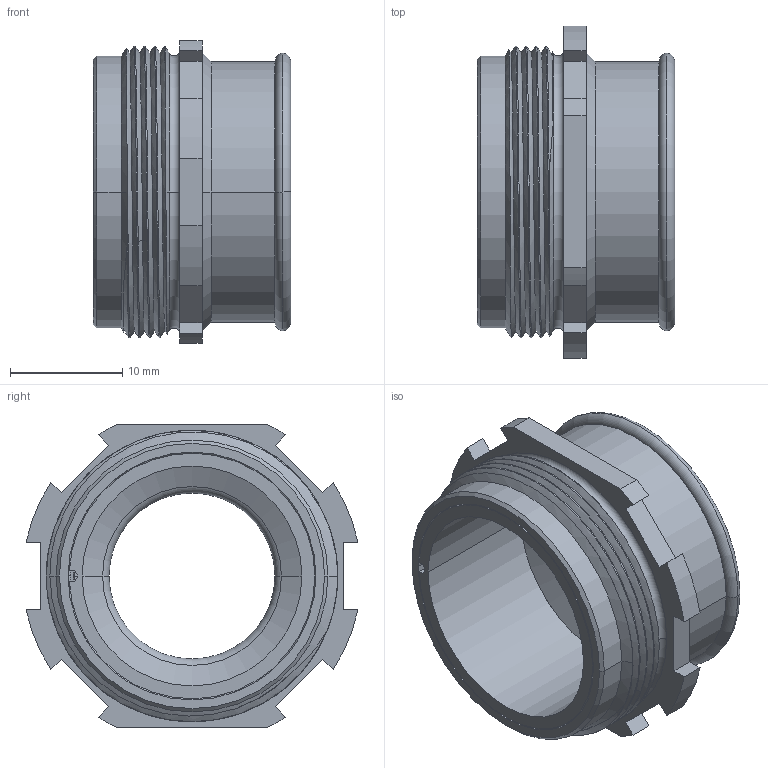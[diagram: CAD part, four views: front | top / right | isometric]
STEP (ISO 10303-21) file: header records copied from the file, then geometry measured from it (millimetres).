
FILE_DESCRIPTION((''),'2;1');
FILE_NAME('13304BT','2018-09-27T08:11:04',('cgregory'),('NET AG system integration'),'CREO PARAMETRIC BY PTC INC, 2017260','CREO PARAMETRIC BY PTC INC, 2017260','');
FILE_SCHEMA(('AUTOMOTIVE_DESIGN { 1 0 10303 214 1 1 1 1 }'));
Length unit declared in the file: millimetre
Products named in the file (1): 13304BT
Bounding box: 17.6 x 29.6 x 27 mm (x, y, z)
Volume: 3596.3 mm3; surface area: 5191.9 mm2
Topology: 1 solids, 1 shells, 89 faces, 230 edges, 145 vertices
Faces by surface type: plane 31, cylinder 29, torus 15, cone 10, bspline 4
Entity records: 4816 total; most frequent: CARTESIAN_POINT 1801, DIRECTION 466, ORIENTED_EDGE 460, EDGE_CURVE 230, AXIS2_PLACEMENT_3D 174, VERTEX_POINT 145, VECTOR 115, LINE 115
